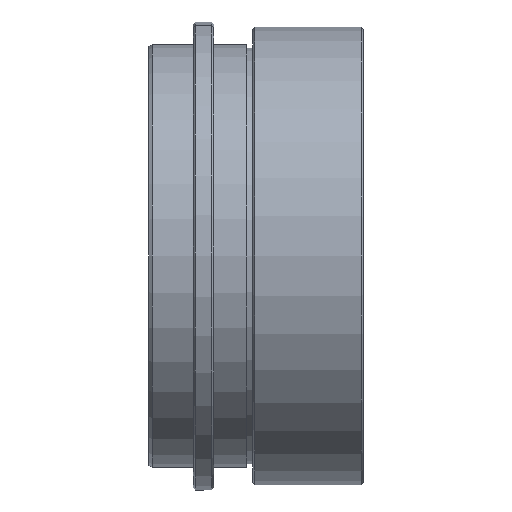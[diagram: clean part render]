
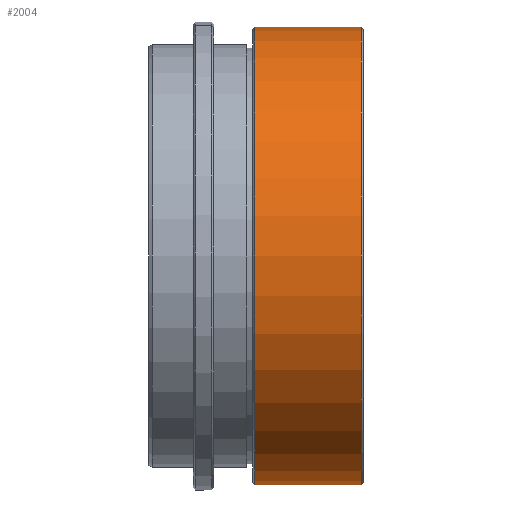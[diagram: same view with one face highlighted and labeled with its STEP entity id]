
A CAD part, front view. The second image highlights one B-rep face of the part: STEP entity #2004.
In plain terms, the highlighted cylindrical face has radius 27.94 mm (diameter 55.88 mm), a partial arc.
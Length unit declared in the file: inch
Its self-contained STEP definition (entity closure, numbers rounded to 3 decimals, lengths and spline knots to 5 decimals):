
#296 = CYLINDRICAL_SURFACE ( 'NONE', #1605, 1.1 ) ;
#453 = DIRECTION ( 'NONE',  ( -1., 0., 0. ) ) ;
#720 = VERTEX_POINT ( 'NONE', #4238 ) ;
#786 = AXIS2_PLACEMENT_3D ( 'NONE', #4150, #453, #5478 ) ;
#1054 = DIRECTION ( 'NONE',  ( 1., 0., 0. ) ) ;
#1081 = VECTOR ( 'NONE', #1054, 39.37008 ) ;
#1290 = CARTESIAN_POINT ( 'NONE',  ( -2.13711, 1.37358, 1.2919 ) ) ;
#1482 = DIRECTION ( 'NONE',  ( 1., 0., 0. ) ) ;
#1508 = ORIENTED_EDGE ( 'NONE', *, *, #6564, .F. ) ;
#1554 = DIRECTION ( 'NONE',  ( 1., 0., 0. ) ) ;
#1591 = VERTEX_POINT ( 'NONE', #5860 ) ;
#1605 = AXIS2_PLACEMENT_3D ( 'NONE', #5263, #1482, #2016 ) ;
#1685 = AXIS2_PLACEMENT_3D ( 'NONE', #3303, #3938, #6058 ) ;
#1895 = CIRCLE ( 'NONE', #786, 1.1 ) ;
#2004 = ADVANCED_FACE ( 'NONE', ( #2462 ), #296, .T. ) ;
#2016 = DIRECTION ( 'NONE',  ( 0., 0., -1. ) ) ;
#2462 = FACE_OUTER_BOUND ( 'NONE', #4949, .T. ) ;
#2550 = LINE ( 'NONE', #2703, #1081 ) ;
#2703 = CARTESIAN_POINT ( 'NONE',  ( -1.61711, 1.37358, -0.9081 ) ) ;
#3303 = CARTESIAN_POINT ( 'NONE',  ( -2.13711, 1.37358, 0.1919 ) ) ;
#3372 = VECTOR ( 'NONE', #1554, 39.37008 ) ;
#3694 = ORIENTED_EDGE ( 'NONE', *, *, #6912, .T. ) ;
#3742 = CARTESIAN_POINT ( 'NONE',  ( -1.61711, 1.37358, 1.2919 ) ) ;
#3938 = DIRECTION ( 'NONE',  ( 1., 0., 0. ) ) ;
#4101 = VERTEX_POINT ( 'NONE', #4707 ) ;
#4150 = CARTESIAN_POINT ( 'NONE',  ( -1.62711, 1.37358, 0.1919 ) ) ;
#4210 = VERTEX_POINT ( 'NONE', #1290 ) ;
#4238 = CARTESIAN_POINT ( 'NONE',  ( -1.62711, 1.37358, 1.2919 ) ) ;
#4707 = CARTESIAN_POINT ( 'NONE',  ( -2.13711, 1.37358, -0.9081 ) ) ;
#4949 = EDGE_LOOP ( 'NONE', ( #1508, #3694, #6845, #5103 ) ) ;
#5007 = LINE ( 'NONE', #3742, #3372 ) ;
#5103 = ORIENTED_EDGE ( 'NONE', *, *, #7015, .T. ) ;
#5263 = CARTESIAN_POINT ( 'NONE',  ( -1.61711, 1.37358, 0.1919 ) ) ;
#5478 = DIRECTION ( 'NONE',  ( 0., 0., -1. ) ) ;
#5860 = CARTESIAN_POINT ( 'NONE',  ( -1.62711, 1.37358, -0.9081 ) ) ;
#6058 = DIRECTION ( 'NONE',  ( 0., 0., 1. ) ) ;
#6564 = EDGE_CURVE ( 'NONE', #4210, #720, #5007, .T. ) ;
#6845 = ORIENTED_EDGE ( 'NONE', *, *, #7166, .T. ) ;
#6912 = EDGE_CURVE ( 'NONE', #4210, #4101, #7101, .T. ) ;
#7015 = EDGE_CURVE ( 'NONE', #1591, #720, #1895, .T. ) ;
#7101 = CIRCLE ( 'NONE', #1685, 1.1 ) ;
#7166 = EDGE_CURVE ( 'NONE', #4101, #1591, #2550, .T. ) ;
